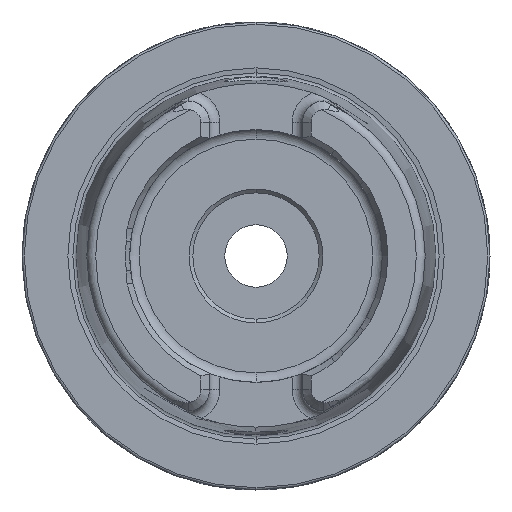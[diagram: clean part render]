
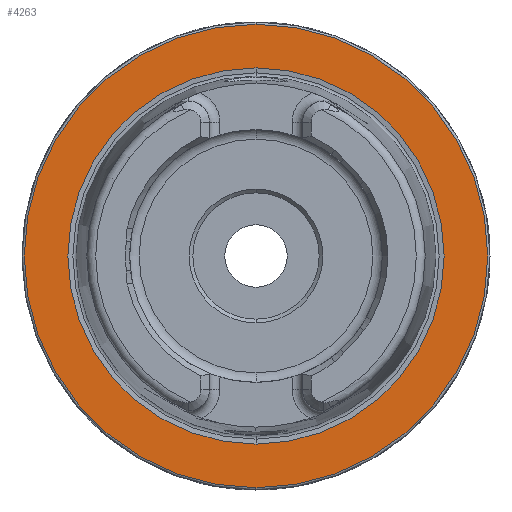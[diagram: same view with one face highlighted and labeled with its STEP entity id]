
A CAD part, left-side view. The second image highlights one B-rep face of the part: STEP entity #4263.
In plain terms, the highlighted planar face has unit normal (-1, 0, 0).
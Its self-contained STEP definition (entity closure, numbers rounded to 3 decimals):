
#303 = DIRECTION ( 'NONE',  ( -1., 0., 0. ) ) ;
#604 = DIRECTION ( 'NONE',  ( 0., 0., 1. ) ) ;
#770 = EDGE_CURVE ( 'NONE', #4251, #1518, #1407, .T. ) ;
#1400 = CARTESIAN_POINT ( 'NONE',  ( 0., 0., -25.324 ) ) ;
#1407 = CIRCLE ( 'NONE', #8352, 31.2 ) ;
#1518 = VERTEX_POINT ( 'NONE', #3776 ) ;
#1571 = FACE_BOUND ( 'NONE', #4029, .T. ) ;
#2189 = CIRCLE ( 'NONE', #3640, 31.2 ) ;
#2526 = AXIS2_PLACEMENT_3D ( 'NONE', #8600, #4583, #604 ) ;
#2601 = EDGE_CURVE ( 'NONE', #6878, #3400, #7250, .T. ) ;
#2644 = DIRECTION ( 'NONE',  ( 1., 0., 0. ) ) ;
#2828 = CIRCLE ( 'NONE', #2526, 25.324 ) ;
#3016 = ORIENTED_EDGE ( 'NONE', *, *, #2601, .F. ) ;
#3400 = VERTEX_POINT ( 'NONE', #4133 ) ;
#3640 = AXIS2_PLACEMENT_3D ( 'NONE', #3894, #8591, #4570 ) ;
#3776 = CARTESIAN_POINT ( 'NONE',  ( 0., 0., 31.2 ) ) ;
#3849 = ORIENTED_EDGE ( 'NONE', *, *, #770, .T. ) ;
#3894 = CARTESIAN_POINT ( 'NONE',  ( 0., 0., 0. ) ) ;
#3957 = CARTESIAN_POINT ( 'NONE',  ( 0., 31.2, 0. ) ) ;
#4018 = ORIENTED_EDGE ( 'NONE', *, *, #4181, .T. ) ;
#4029 = EDGE_LOOP ( 'NONE', ( #4136, #3016 ) ) ;
#4133 = CARTESIAN_POINT ( 'NONE',  ( 0., 0., 25.324 ) ) ;
#4136 = ORIENTED_EDGE ( 'NONE', *, *, #5528, .F. ) ;
#4181 = EDGE_CURVE ( 'NONE', #1518, #4251, #2189, .T. ) ;
#4251 = VERTEX_POINT ( 'NONE', #6632 ) ;
#4263 = ADVANCED_FACE ( 'NONE', ( #1571, #6693 ), #8640, .F. ) ;
#4275 = CARTESIAN_POINT ( 'NONE',  ( 0., 0., 0. ) ) ;
#4570 = DIRECTION ( 'NONE',  ( 0., 0., 1. ) ) ;
#4583 = DIRECTION ( 'NONE',  ( -1., 0., 0. ) ) ;
#4969 = DIRECTION ( 'NONE',  ( 0., 0., 1. ) ) ;
#5528 = EDGE_CURVE ( 'NONE', #3400, #6878, #2828, .T. ) ;
#5706 = CARTESIAN_POINT ( 'NONE',  ( 0., 0., 0. ) ) ;
#5737 = DIRECTION ( 'NONE',  ( -1., 0., 0. ) ) ;
#5828 = DIRECTION ( 'NONE',  ( 0., 0., 1. ) ) ;
#6061 = AXIS2_PLACEMENT_3D ( 'NONE', #4275, #303, #4969 ) ;
#6632 = CARTESIAN_POINT ( 'NONE',  ( 0., 0., -31.2 ) ) ;
#6693 = FACE_OUTER_BOUND ( 'NONE', #8531, .T. ) ;
#6878 = VERTEX_POINT ( 'NONE', #1400 ) ;
#7250 = CIRCLE ( 'NONE', #6061, 25.324 ) ;
#7251 = AXIS2_PLACEMENT_3D ( 'NONE', #3957, #2644, #7339 ) ;
#7339 = DIRECTION ( 'NONE',  ( 0., 0., -1. ) ) ;
#8352 = AXIS2_PLACEMENT_3D ( 'NONE', #5706, #5737, #5828 ) ;
#8531 = EDGE_LOOP ( 'NONE', ( #4018, #3849 ) ) ;
#8591 = DIRECTION ( 'NONE',  ( -1., 0., 0. ) ) ;
#8600 = CARTESIAN_POINT ( 'NONE',  ( 0., 0., 0. ) ) ;
#8640 = PLANE ( 'NONE',  #7251 ) ;
